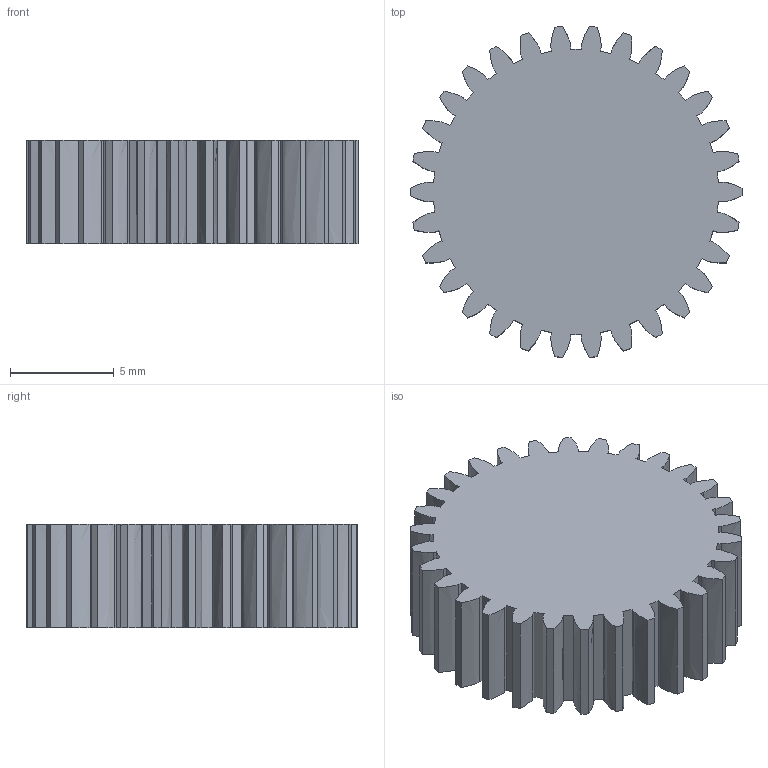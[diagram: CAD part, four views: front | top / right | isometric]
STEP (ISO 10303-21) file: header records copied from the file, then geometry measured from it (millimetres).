
FILE_DESCRIPTION(('FreeCAD Model'),'2;1');
FILE_NAME('Open CASCADE Shape Model','2025-06-25T09:26:46',('BT'),(''), 'Open CASCADE STEP processor 7.8','FreeCAD','Unknown');
FILE_SCHEMA(('AUTOMOTIVE_DESIGN { 1 0 10303 214 1 1 1 1 }'));
Length unit declared in the file: millimetre
Products named in the file (1): involutegear
Bounding box: 16 x 15.95 x 5 mm (x, y, z)
Volume: 871.3 mm3; surface area: 837.8 mm2
Topology: 1 solids, 1 shells, 182 faces, 540 edges, 360 vertices
Faces by surface type: extrusion 180, plane 2
Entity records: 6887 total; most frequent: CARTESIAN_POINT 2703, ORIENTED_EDGE 1080, EDGE_CURVE 540, B_SPLINE_CURVE_WITH_KNOTS 540, DIRECTION 366, VERTEX_POINT 360, VECTOR 360, ADVANCED_FACE 182
